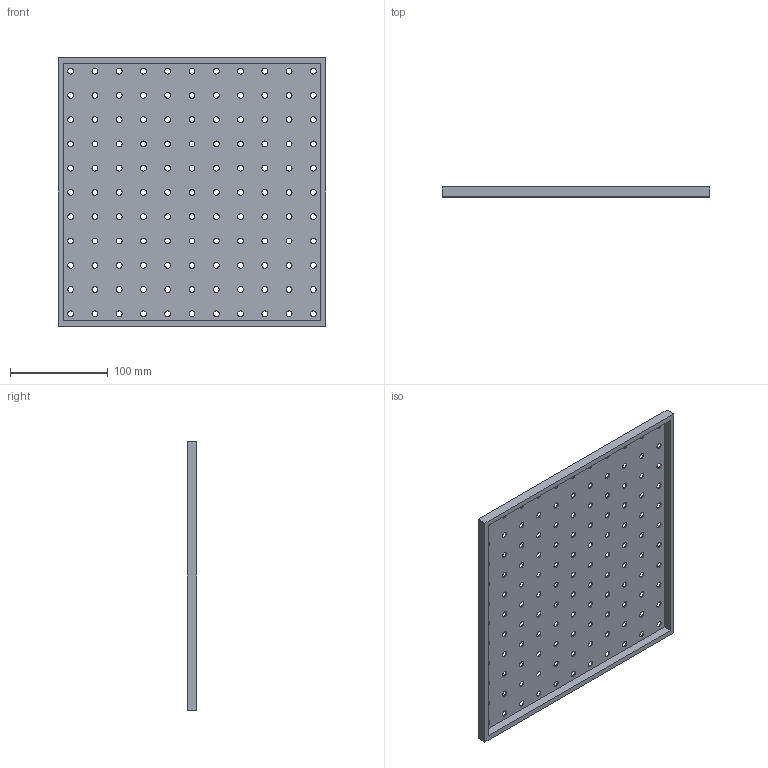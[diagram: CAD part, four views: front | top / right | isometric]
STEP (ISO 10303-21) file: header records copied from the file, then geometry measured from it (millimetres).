
FILE_DESCRIPTION (( 'STEP AP214' ), '1' );
FILE_NAME ('Peg_Board.STEP', '2025-04-24T17:07:25', ( '' ), ( '' ), 'SwSTEP 2.0', 'SolidWorks 2024', '' );
FILE_SCHEMA (( 'AUTOMOTIVE_DESIGN' ));
Length unit declared in the file: millimetre
Products named in the file (1): Peg_Board
Bounding box: 273.07 x 10 x 274 mm (x, y, z)
Volume: 121926.8 mm3; surface area: 165491.7 mm2
Topology: 1 solids, 1 shells, 253 faces, 750 edges, 500 vertices
Faces by surface type: cylinder 242, plane 11
Entity records: 9275 total; most frequent: DIRECTION 1742, CARTESIAN_POINT 1504, ORIENTED_EDGE 1500, EDGE_CURVE 750, AXIS2_PLACEMENT_3D 738, VERTEX_POINT 500, EDGE_LOOP 496, CIRCLE 484
